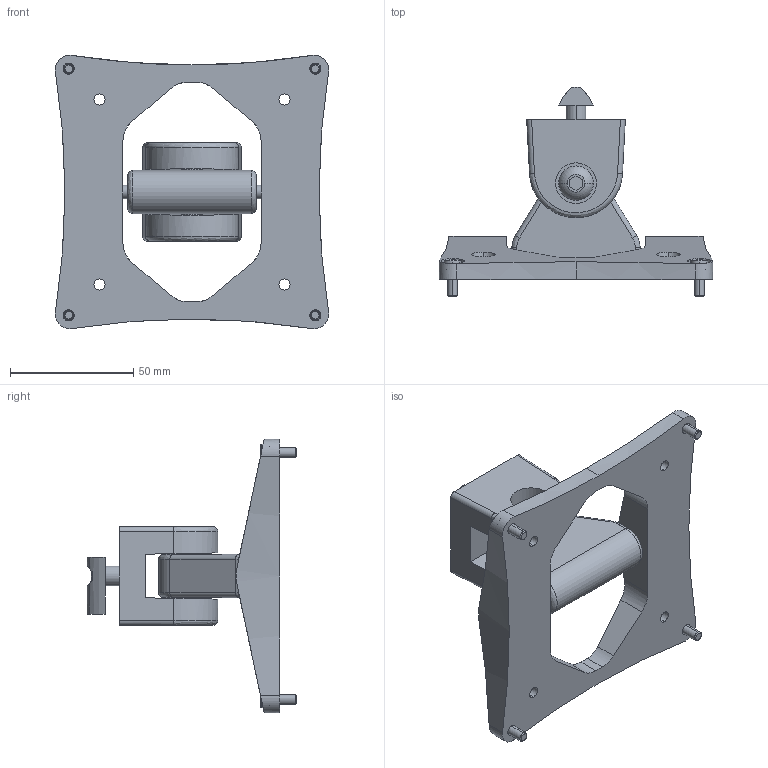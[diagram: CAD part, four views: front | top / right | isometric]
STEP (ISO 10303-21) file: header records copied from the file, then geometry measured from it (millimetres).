
FILE_DESCRIPTION (( 'STEP AP203' ), '1' );
FILE_NAME ('406516100_c_1.STEP', '2022-09-29T15:46:24', ( '' ), ( '' ), 'SwSTEP 2.0', 'SolidWorks 2014', '' );
FILE_SCHEMA (( 'CONFIG_CONTROL_DESIGN' ));
Length unit declared in the file: millimetre
Products named in the file (1): 406516100_c_1
Bounding box: 110.82 x 85 x 110.82 mm (x, y, z)
Volume: 146121.5 mm3; surface area: 43421.2 mm2
Topology: 2 solids, 2 shells, 326 faces, 782 edges, 502 vertices
Faces by surface type: cylinder 145, plane 119, bspline 32, cone 26, torus 4
Entity records: 10497 total; most frequent: CARTESIAN_POINT 2897, DIRECTION 1589, ORIENTED_EDGE 1564, EDGE_CURVE 782, AXIS2_PLACEMENT_3D 616, VERTEX_POINT 502, EDGE_LOOP 384, LINE 357
